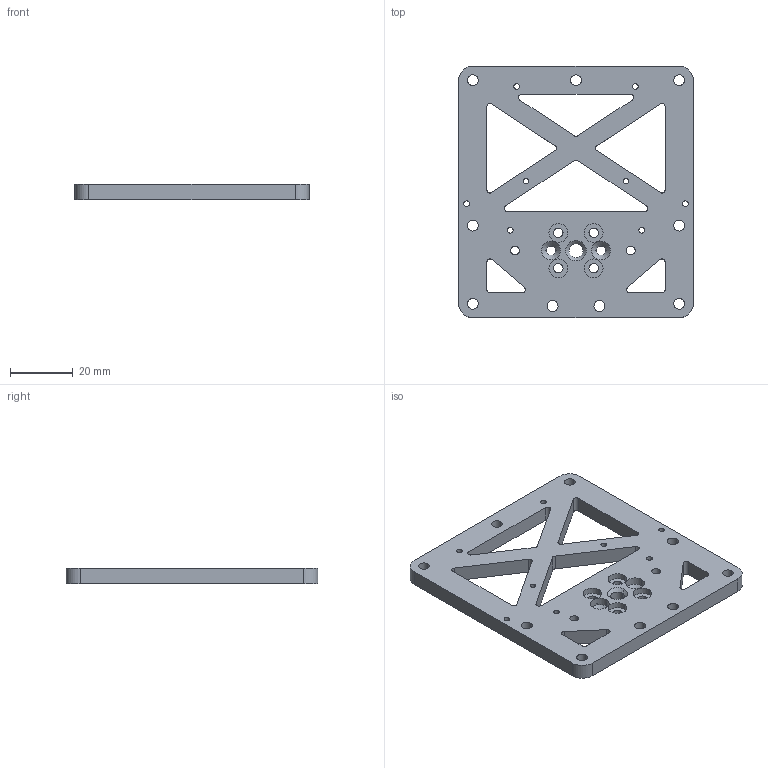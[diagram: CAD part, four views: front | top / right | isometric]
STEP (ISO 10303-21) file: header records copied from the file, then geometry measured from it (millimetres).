
FILE_DESCRIPTION (( 'STEP AP214' ), '1' );
FILE_NAME ('Plate_Bottom.STEP', '2024-04-23T22:33:07', ( '' ), ( '' ), 'SwSTEP 2.0', 'SolidWorks 2024', '' );
FILE_SCHEMA (( 'AUTOMOTIVE_DESIGN' ));
Length unit declared in the file: millimetre
Products named in the file (1): Plate_Bottom
Bounding box: 75 x 80.5 x 5 mm (x, y, z)
Volume: 21129.6 mm3; surface area: 13491.1 mm2
Topology: 1 solids, 1 shells, 124 faces, 344 edges, 226 vertices
Faces by surface type: cylinder 90, plane 28, cone 6
Entity records: 4201 total; most frequent: DIRECTION 776, CARTESIAN_POINT 695, ORIENTED_EDGE 688, EDGE_CURVE 344, AXIS2_PLACEMENT_3D 307, VERTEX_POINT 226, EDGE_LOOP 192, CIRCLE 182
